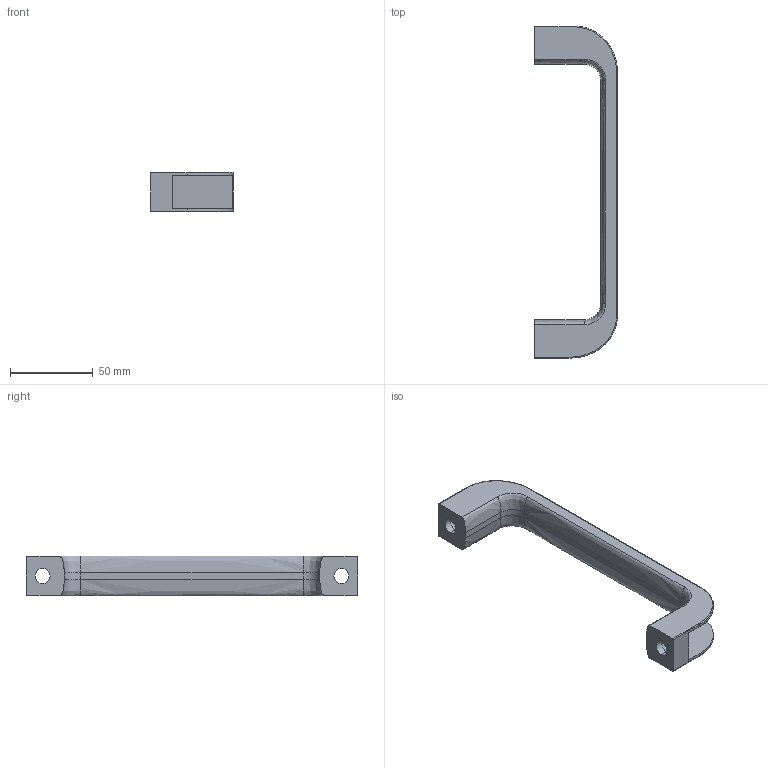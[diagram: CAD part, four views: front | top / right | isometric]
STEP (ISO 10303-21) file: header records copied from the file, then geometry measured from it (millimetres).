
FILE_DESCRIPTION (( 'STEP AP214' ), '1' );
FILE_NAME ('Äâåðíàÿ ðó÷êà ïëàñòèêîâàÿ 200ìì.STEP', '2022-03-28T08:59:06', ( 'user' ), ( '' ), 'SwSTEP 2.0', 'SolidWorks 2021', '' );
FILE_SCHEMA (( 'AUTOMOTIVE_DESIGN' ));
Length unit declared in the file: millimetre
Products named in the file (1): Äâåðíàÿ ðó÷êà ïëàñòèêîâàÿ 200ìì
Bounding box: 50 x 200 x 24 mm (x, y, z)
Volume: 55692.5 mm3; surface area: 22838.4 mm2
Topology: 1 solids, 1 shells, 56 faces, 136 edges, 84 vertices
Faces by surface type: plane 20, cylinder 16, bspline 16, cone 4
Entity records: 2522 total; most frequent: CARTESIAN_POINT 1349, ORIENTED_EDGE 272, DIRECTION 184, EDGE_CURVE 136, VERTEX_POINT 84, AXIS2_PLACEMENT_3D 65, EDGE_LOOP 62, ADVANCED_FACE 56
